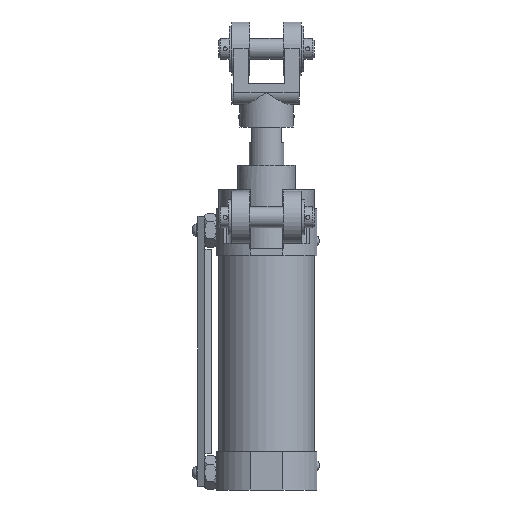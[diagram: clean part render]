
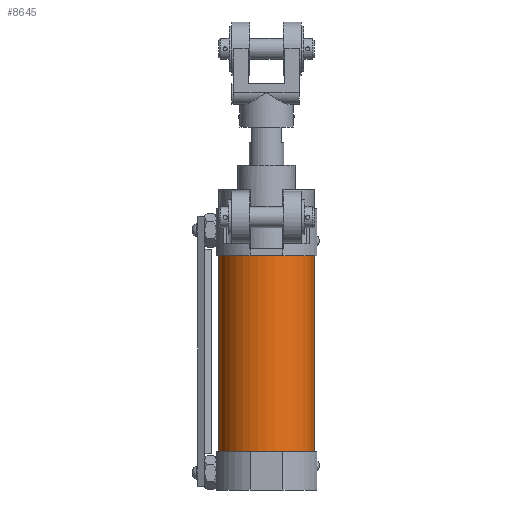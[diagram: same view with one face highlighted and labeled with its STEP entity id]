
A CAD part, front view. The second image highlights one B-rep face of the part: STEP entity #8645.
In plain terms, the highlighted cylindrical face has radius 27.5 mm (diameter 55 mm), a full revolution.
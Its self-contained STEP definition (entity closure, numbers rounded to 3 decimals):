
#2037=ORIENTED_EDGE('',*,*,#4480,.F.);
#2038=ORIENTED_EDGE('',*,*,#4475,.T.);
#4475=EDGE_CURVE('',#5684,#5684,#6447,.T.);
#4480=EDGE_CURVE('',#5685,#5685,#6448,.T.);
#5684=VERTEX_POINT('',#13655);
#5685=VERTEX_POINT('',#13662);
#6447=CIRCLE('',#9374,27.5);
#6448=CIRCLE('',#9376,27.5);
#6856=EDGE_LOOP('',(#2037));
#6857=EDGE_LOOP('',(#2038));
#7677=FACE_BOUND('',#6856,.T.);
#7678=FACE_BOUND('',#6857,.T.);
#8457=CYLINDRICAL_SURFACE('',#9375,27.5);
#8645=ADVANCED_FACE('',(#7677,#7678),#8457,.T.);
#9374=AXIS2_PLACEMENT_3D('',#13654,#10683,#10684);
#9375=AXIS2_PLACEMENT_3D('',#13660,#10689,#10690);
#9376=AXIS2_PLACEMENT_3D('',#13661,#10691,#10692);
#10683=DIRECTION('',(0.,0.,-1.));
#10684=DIRECTION('',(-1.,0.,0.));
#10689=DIRECTION('',(0.,0.,-1.));
#10690=DIRECTION('',(-1.,0.,0.));
#10691=DIRECTION('',(0.,0.,-1.));
#10692=DIRECTION('',(-1.,0.,0.));
#13654=CARTESIAN_POINT('',(0.,0.,165.));
#13655=CARTESIAN_POINT('',(-27.5,0.,165.));
#13660=CARTESIAN_POINT('',(0.,0.,0.));
#13661=CARTESIAN_POINT('',(0.,0.,52.));
#13662=CARTESIAN_POINT('',(-27.5,0.,52.));
